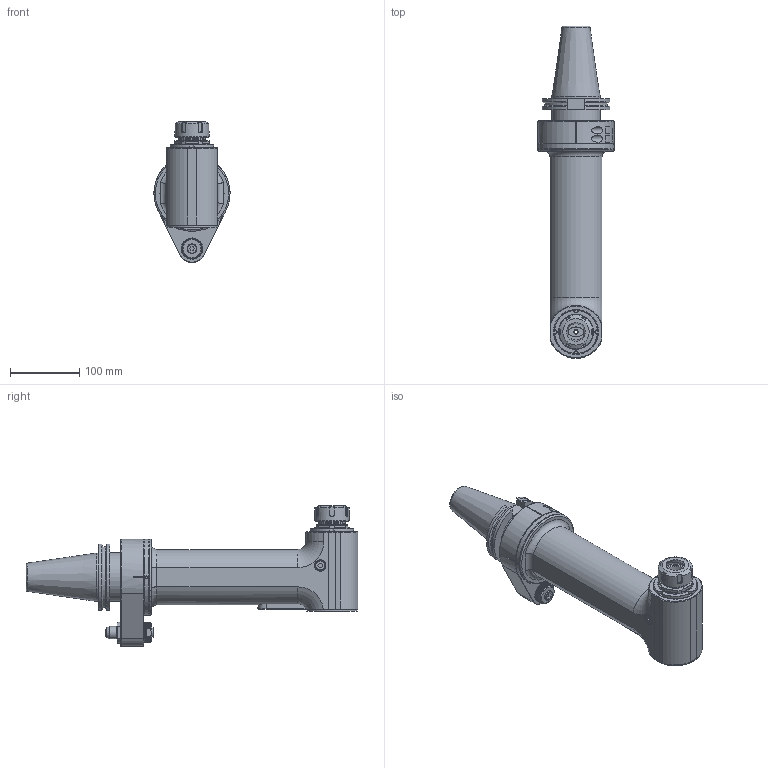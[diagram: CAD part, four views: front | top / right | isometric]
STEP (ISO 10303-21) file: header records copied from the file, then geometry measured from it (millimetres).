
FILE_DESCRIPTION(/* description */ (''),/* implementation_level */ '2;1');
FILE_NAME(/* name */ '9.G90.20L00-272-17C50.stp',/* time_stamp */ '2024-05-15T11:19:19-04:00',/* author */ ('jkrenzer'),/* organization */ (''),/* preprocessor_version */ 'ST-DEVELOPER v18.1',/* originating_system */ 'Autodesk Inventor 2022',/* authorisation */ '');
FILE_SCHEMA (('AUTOMOTIVE_DESIGN { 1 0 10303 214 3 1 1 }'));
Length unit declared in the file: millimetre
Products named in the file (3): 9.G90.20L00-272-17C50; 9_G90_20L00-272; 9_GA2_458_1 (Classic, Type 2, Cat50, 80mm)
Assembly tree (2 placements, depth 2):
  9.G90.20L00-272-17C50
    9_G90_20L00-272
    9_GA2_458_1 (Classic, Type 2, Cat50, 80mm)
Bounding box: 110 x 479.3 x 203.43 mm (x, y, z)
Volume: 2410061.4 mm3; surface area: 294007.3 mm2
Topology: 20 solids, 26 shells, 1443 faces, 3840 edges, 2500 vertices
Faces by surface type: plane 854, cylinder 261, cone 194, bspline 92, torus 26, sphere 16
Full cylindrical faces by diameter (mm): 3.3 x9, 4 x3, 4.2 x4, 4.5 x8, 5 x12, 6 x2, 7 x2, 8 x4, 8.5 x3, 8.8 x1, 9 x1, 9.2 x1, 10 x3, 10.5 x2, 11 x2, 12.8 x1, 13 x1, 14 x3, 14.5 x1, 15 x1, 15.2 x1, 16 x1, 17 x1, 18 x3, 19 x1, 21.96 x1, 23.5 x2, 25 x4, 25.4 x1, 25.5 x1
Entity records: 51139 total; most frequent: CARTESIAN_POINT 15480, ORIENTED_EDGE 7573, DIRECTION 7111, EDGE_CURVE 3790, VERTEX_POINT 2500, LINE 2413, VECTOR 2413, AXIS2_PLACEMENT_3D 2349
